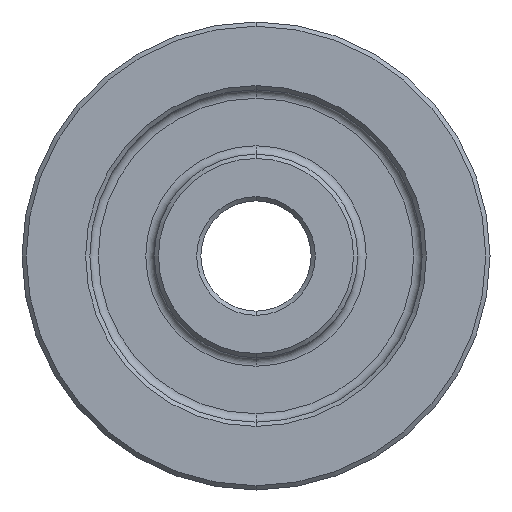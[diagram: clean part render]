
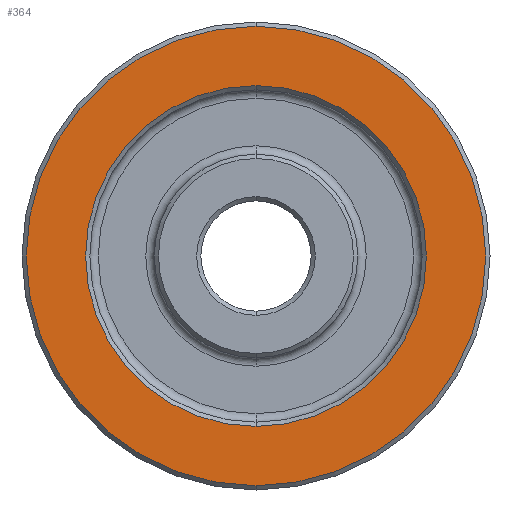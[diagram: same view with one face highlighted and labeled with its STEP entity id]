
A CAD part, front view. The second image highlights one B-rep face of the part: STEP entity #364.
In plain terms, the highlighted planar face has unit normal (0, -1, 0).
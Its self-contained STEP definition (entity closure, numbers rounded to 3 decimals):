
#21 = CARTESIAN_POINT ( 'NONE',  ( 0., 8., 13.8 ) ) ;
#32 = FACE_BOUND ( 'NONE', #95, .T. ) ;
#41 = CIRCLE ( 'NONE', #338, 10.05 ) ;
#47 = ORIENTED_EDGE ( 'NONE', *, *, #101, .T. ) ;
#57 = DIRECTION ( 'NONE',  ( 0., 0., 1. ) ) ;
#71 = DIRECTION ( 'NONE',  ( 0., 0., 1. ) ) ;
#78 = EDGE_CURVE ( 'NONE', #397, #711, #717, .T. ) ;
#84 = CARTESIAN_POINT ( 'NONE',  ( 0., 8., -13.55 ) ) ;
#95 = EDGE_LOOP ( 'NONE', ( #500, #237 ) ) ;
#101 = EDGE_CURVE ( 'NONE', #711, #397, #307, .T. ) ;
#103 = CARTESIAN_POINT ( 'NONE',  ( 0., 8., -10.05 ) ) ;
#162 = VERTEX_POINT ( 'NONE', #301 ) ;
#176 = CIRCLE ( 'NONE', #522, 10.05 ) ;
#210 = AXIS2_PLACEMENT_3D ( 'NONE', #21, #552, #739 ) ;
#212 = DIRECTION ( 'NONE',  ( 0., 0., 1. ) ) ;
#214 = EDGE_LOOP ( 'NONE', ( #454, #47 ) ) ;
#237 = ORIENTED_EDGE ( 'NONE', *, *, #260, .T. ) ;
#244 = CARTESIAN_POINT ( 'NONE',  ( 0., 8., 0. ) ) ;
#260 = EDGE_CURVE ( 'NONE', #162, #471, #41, .T. ) ;
#268 = FACE_OUTER_BOUND ( 'NONE', #214, .T. ) ;
#274 = AXIS2_PLACEMENT_3D ( 'NONE', #304, #365, #57 ) ;
#301 = CARTESIAN_POINT ( 'NONE',  ( 0., 8., 10.05 ) ) ;
#304 = CARTESIAN_POINT ( 'NONE',  ( 0., 8., 0. ) ) ;
#307 = CIRCLE ( 'NONE', #274, 13.55 ) ;
#328 = DIRECTION ( 'NONE',  ( 0., 1., 0. ) ) ;
#329 = EDGE_CURVE ( 'NONE', #471, #162, #176, .T. ) ;
#338 = AXIS2_PLACEMENT_3D ( 'NONE', #511, #623, #752 ) ;
#348 = DIRECTION ( 'NONE',  ( 0., -1., 0. ) ) ;
#364 = ADVANCED_FACE ( 'NONE', ( #32, #268 ), #748, .F. ) ;
#365 = DIRECTION ( 'NONE',  ( 0., -1., 0. ) ) ;
#397 = VERTEX_POINT ( 'NONE', #625 ) ;
#447 = AXIS2_PLACEMENT_3D ( 'NONE', #244, #348, #71 ) ;
#454 = ORIENTED_EDGE ( 'NONE', *, *, #78, .T. ) ;
#471 = VERTEX_POINT ( 'NONE', #103 ) ;
#500 = ORIENTED_EDGE ( 'NONE', *, *, #329, .T. ) ;
#511 = CARTESIAN_POINT ( 'NONE',  ( 0., 8., 0. ) ) ;
#522 = AXIS2_PLACEMENT_3D ( 'NONE', #564, #328, #212 ) ;
#552 = DIRECTION ( 'NONE',  ( 0., 1., 0. ) ) ;
#564 = CARTESIAN_POINT ( 'NONE',  ( 0., 8., 0. ) ) ;
#623 = DIRECTION ( 'NONE',  ( 0., 1., 0. ) ) ;
#625 = CARTESIAN_POINT ( 'NONE',  ( 0., 8., 13.55 ) ) ;
#711 = VERTEX_POINT ( 'NONE', #84 ) ;
#717 = CIRCLE ( 'NONE', #447, 13.55 ) ;
#739 = DIRECTION ( 'NONE',  ( 0., 0., 1. ) ) ;
#748 = PLANE ( 'NONE',  #210 ) ;
#752 = DIRECTION ( 'NONE',  ( 0., 0., 1. ) ) ;
